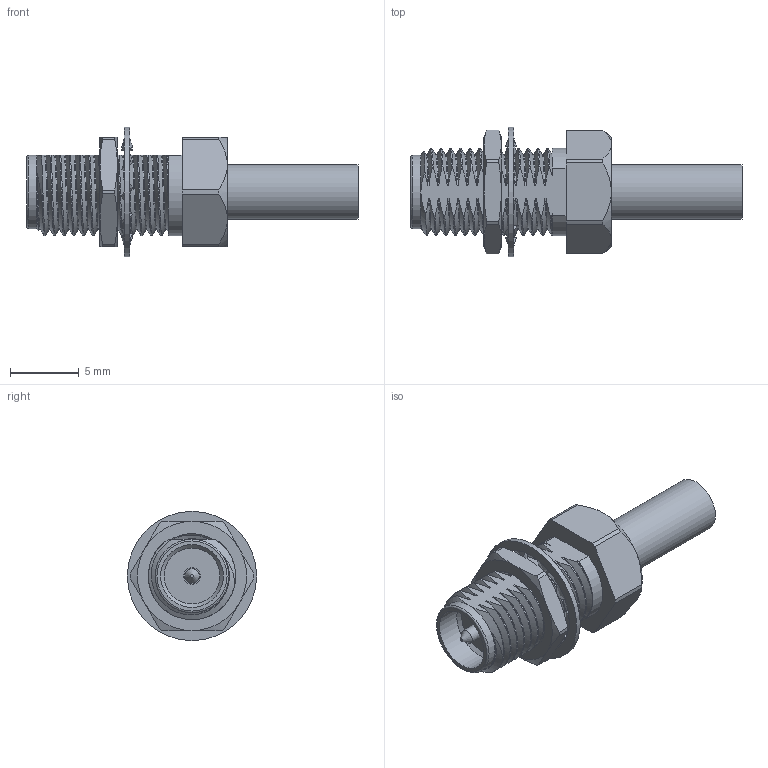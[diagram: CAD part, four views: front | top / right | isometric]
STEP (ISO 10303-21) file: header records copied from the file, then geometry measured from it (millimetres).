
FILE_DESCRIPTION (( 'STEP AP203' ), '1' );
FILE_NAME ('PE4859_3D.step', '2021-09-09T15:38:18', ( '' ), ( '' ), 'SwSTEP 2.0', 'SolidWorks 2021', '' );
FILE_SCHEMA (( 'CONFIG_CONTROL_DESIGN' ));
Length unit declared in the file: inch
Products named in the file (1): PE4859_3D
Bounding box: 24.15 x 9.4 x 9.4 mm (x, y, z)
Volume: 562.9 mm3; surface area: 1111.1 mm2
Topology: 5 solids, 5 shells, 206 faces, 586 edges, 396 vertices
Faces by surface type: bspline 86, cylinder 51, plane 44, cone 24, torus 1
Full cylindrical faces by diameter (mm): 0.591 x1, 0.61 x1, 0.94 x1, 1.048 x1, 1.194 x1, 1.4 x1, 1.702 x1, 2.692 x1, 3.2 x1, 4 x1, 4.572 x1, 5.351 x1, 9.398 x1
Entity records: 23478 total; most frequent: CARTESIAN_POINT 19060, ORIENTED_EDGE 1126, DIRECTION 583, EDGE_CURVE 563, VERTEX_POINT 392, B_SPLINE_CURVE_WITH_KNOTS 256, AXIS2_PLACEMENT_3D 241, EDGE_LOOP 239
